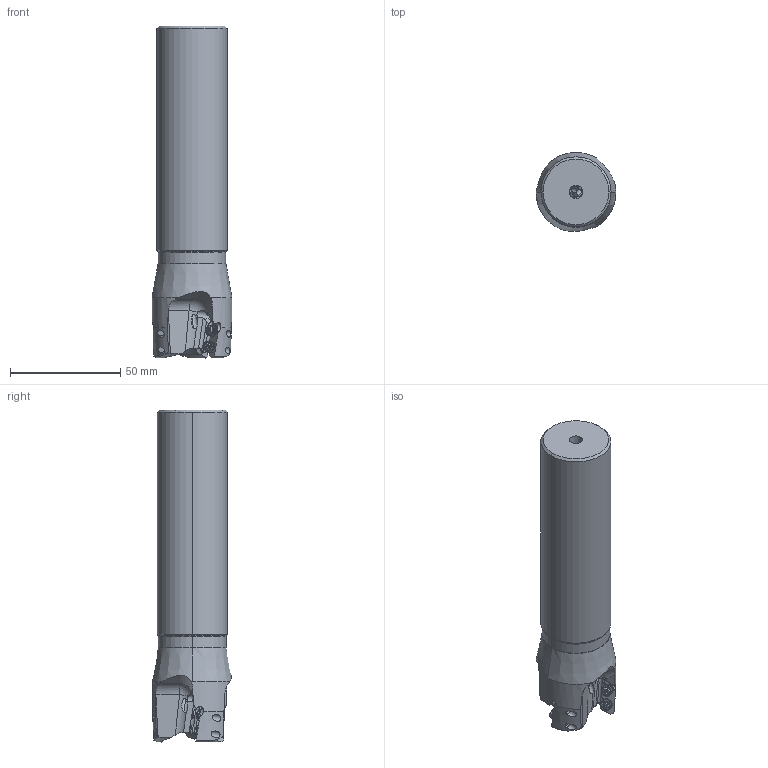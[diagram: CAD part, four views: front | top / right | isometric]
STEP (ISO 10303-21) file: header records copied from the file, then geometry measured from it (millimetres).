
FILE_DESCRIPTION(/* description */ (''),/* implementation_level */ '2;1');
FILE_NAME(/* name */ 'AXD4000UR243SA20SA.stp',/* time_stamp */ '2017-10-05T11:19:56+09:00',/* author */ (''),/* organization */ (''),/* preprocessor_version */ 'ST-DEVELOPER v16',/* originating_system */ 'SIEMENS PLM Software NX 10.0',/* authorisation */ '');
FILE_SCHEMA (('AUTOMOTIVE_DESIGN { 1 0 10303 214 3 1 1 1 }'));
Length unit declared in the file: millimetre
Products named in the file (1): AXD4000UR243SA20SA_ASM
Bounding box: 36.16 x 35.74 x 150.3 mm (x, y, z)
Volume: 109497.3 mm3; surface area: 21029.6 mm2
Topology: 7 solids, 7 shells, 417 faces, 1302 edges, 886 vertices
Faces by surface type: cylinder 216, plane 86, cone 73, torus 27, sphere 15
Entity records: 19971 total; most frequent: CARTESIAN_POINT 8350, ORIENTED_EDGE 2570, DIRECTION 2344, EDGE_CURVE 1285, AXIS2_PLACEMENT_3D 1005, VERTEX_POINT 886, CIRCLE 518, EDGE_LOOP 439
